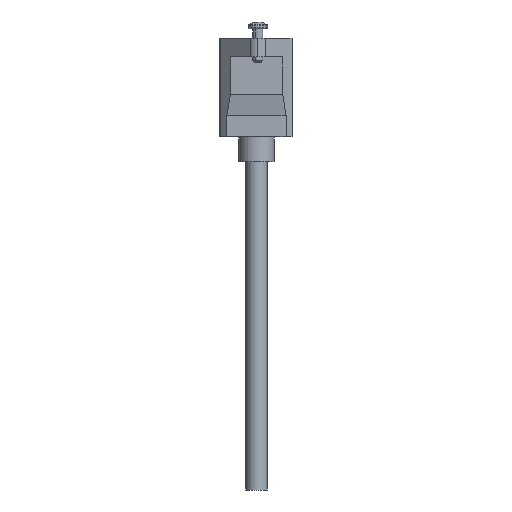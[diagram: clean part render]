
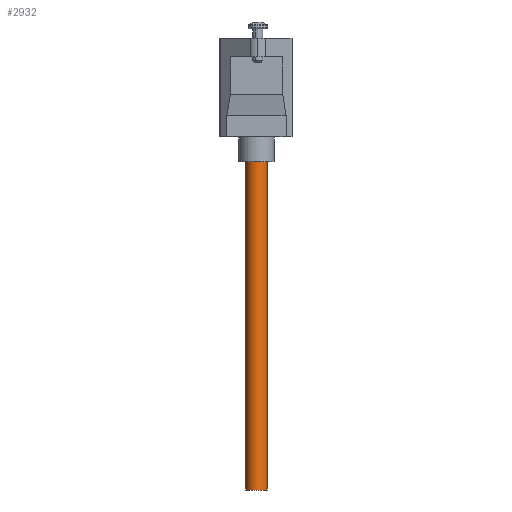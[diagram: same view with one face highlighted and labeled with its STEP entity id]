
A CAD part, left-side view. The second image highlights one B-rep face of the part: STEP entity #2932.
In plain terms, the highlighted cylindrical face has radius 3 mm (diameter 6 mm), a partial arc.
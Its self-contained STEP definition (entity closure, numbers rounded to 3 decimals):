
#822 = DIRECTION ( 'NONE',  ( 0., 0., 1. ) ) ;
#848 = EDGE_CURVE ( 'NONE', #4707, #6443, #7705, .T. ) ;
#2786 = DIRECTION ( 'NONE',  ( 0., -1., 0. ) ) ;
#2932 = ADVANCED_FACE ( 'NONE', ( #14745 ), #8672, .T. ) ;
#3143 = VERTEX_POINT ( 'NONE', #7146 ) ;
#3300 = EDGE_CURVE ( 'NONE', #6443, #12563, #8143, .T. ) ;
#4628 = EDGE_CURVE ( 'NONE', #3143, #12563, #4636, .T. ) ;
#4636 = LINE ( 'NONE', #12056, #10062 ) ;
#4707 = VERTEX_POINT ( 'NONE', #11249 ) ;
#5007 = AXIS2_PLACEMENT_3D ( 'NONE', #10978, #822, #14492 ) ;
#5162 = CARTESIAN_POINT ( 'NONE',  ( 0., 0.406, -35. ) ) ;
#6443 = VERTEX_POINT ( 'NONE', #8020 ) ;
#6700 = CARTESIAN_POINT ( 'NONE',  ( 0., -2.594, -35. ) ) ;
#6776 = CARTESIAN_POINT ( 'NONE',  ( 0., 0.406, -128. ) ) ;
#7146 = CARTESIAN_POINT ( 'NONE',  ( 0., -2.594, -128. ) ) ;
#7705 = LINE ( 'NONE', #9313, #14721 ) ;
#8020 = CARTESIAN_POINT ( 'NONE',  ( 0., 3.406, -35. ) ) ;
#8143 = CIRCLE ( 'NONE', #13311, 3. ) ;
#8580 = ORIENTED_EDGE ( 'NONE', *, *, #4628, .T. ) ;
#8672 = CYLINDRICAL_SURFACE ( 'NONE', #5007, 3. ) ;
#8789 = DIRECTION ( 'NONE',  ( 0., 0., 1. ) ) ;
#8980 = CIRCLE ( 'NONE', #10877, 3. ) ;
#9313 = CARTESIAN_POINT ( 'NONE',  ( 0., 3.406, -28. ) ) ;
#10062 = VECTOR ( 'NONE', #8789, 1000. ) ;
#10448 = DIRECTION ( 'NONE',  ( 0., 0., 1. ) ) ;
#10810 = EDGE_CURVE ( 'NONE', #4707, #3143, #8980, .T. ) ;
#10877 = AXIS2_PLACEMENT_3D ( 'NONE', #6776, #12647, #14877 ) ;
#10978 = CARTESIAN_POINT ( 'NONE',  ( 0., 0.406, -28. ) ) ;
#11249 = CARTESIAN_POINT ( 'NONE',  ( 0., 3.406, -128. ) ) ;
#11873 = ORIENTED_EDGE ( 'NONE', *, *, #3300, .F. ) ;
#11970 = ORIENTED_EDGE ( 'NONE', *, *, #10810, .T. ) ;
#12056 = CARTESIAN_POINT ( 'NONE',  ( 0., -2.594, -28. ) ) ;
#12107 = EDGE_LOOP ( 'NONE', ( #12676, #11970, #8580, #11873 ) ) ;
#12563 = VERTEX_POINT ( 'NONE', #6700 ) ;
#12647 = DIRECTION ( 'NONE',  ( 0., 0., 1. ) ) ;
#12676 = ORIENTED_EDGE ( 'NONE', *, *, #848, .F. ) ;
#13311 = AXIS2_PLACEMENT_3D ( 'NONE', #5162, #14503, #2786 ) ;
#14492 = DIRECTION ( 'NONE',  ( 0., -1., 0. ) ) ;
#14503 = DIRECTION ( 'NONE',  ( 0., 0., 1. ) ) ;
#14721 = VECTOR ( 'NONE', #10448, 1000. ) ;
#14745 = FACE_OUTER_BOUND ( 'NONE', #12107, .T. ) ;
#14877 = DIRECTION ( 'NONE',  ( 0., -1., 0. ) ) ;
